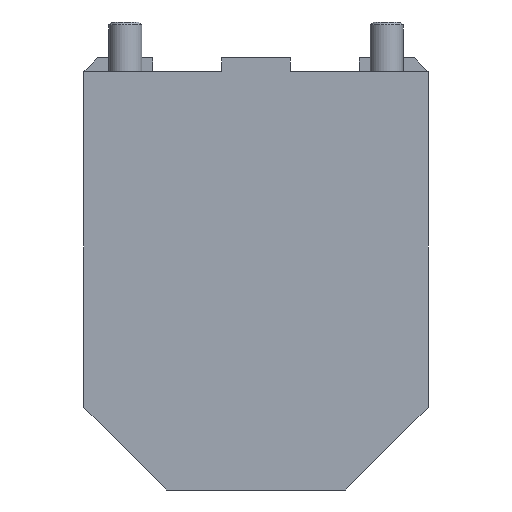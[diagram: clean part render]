
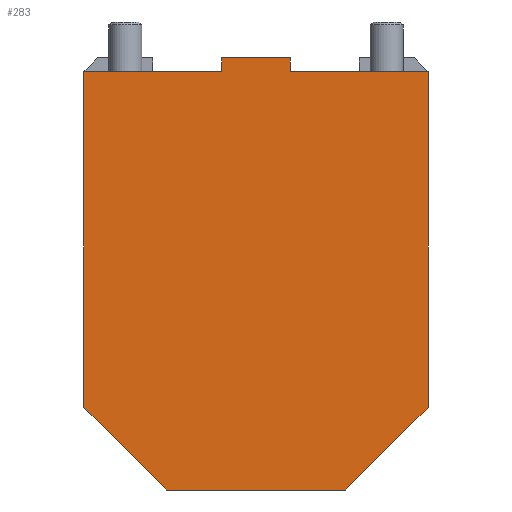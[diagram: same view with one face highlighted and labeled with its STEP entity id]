
A CAD part, left-side view. The second image highlights one B-rep face of the part: STEP entity #283.
In plain terms, the highlighted planar face has unit normal (-1, 0, 0).
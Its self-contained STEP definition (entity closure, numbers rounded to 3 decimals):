
#63=LINE('',#1411,#131);
#64=LINE('',#1414,#132);
#65=LINE('',#1416,#133);
#66=LINE('',#1418,#134);
#67=LINE('',#1420,#135);
#68=LINE('',#1422,#136);
#69=LINE('',#1424,#137);
#70=LINE('',#1426,#138);
#71=LINE('',#1428,#139);
#72=LINE('',#1430,#140);
#131=VECTOR('',#1117,1.);
#132=VECTOR('',#1118,1.);
#133=VECTOR('',#1119,1.);
#134=VECTOR('',#1120,1.);
#135=VECTOR('',#1121,1.);
#136=VECTOR('',#1122,1.);
#137=VECTOR('',#1123,1.);
#138=VECTOR('',#1124,1.);
#139=VECTOR('',#1125,1.);
#140=VECTOR('',#1126,1.);
#195=PLANE('',#943);
#234=FACE_OUTER_BOUND('',#395,.T.);
#283=ADVANCED_FACE('',(#234),#195,.F.);
#395=EDGE_LOOP('',(#520,#521,#522,#523,#524,#525,#526,#527,#528,#529));
#520=ORIENTED_EDGE('',*,*,#760,.F.);
#521=ORIENTED_EDGE('',*,*,#761,.F.);
#522=ORIENTED_EDGE('',*,*,#762,.F.);
#523=ORIENTED_EDGE('',*,*,#763,.T.);
#524=ORIENTED_EDGE('',*,*,#764,.T.);
#525=ORIENTED_EDGE('',*,*,#765,.F.);
#526=ORIENTED_EDGE('',*,*,#766,.F.);
#527=ORIENTED_EDGE('',*,*,#767,.F.);
#528=ORIENTED_EDGE('',*,*,#768,.F.);
#529=ORIENTED_EDGE('',*,*,#769,.F.);
#672=VERTEX_POINT('',#1412);
#673=VERTEX_POINT('',#1413);
#674=VERTEX_POINT('',#1415);
#675=VERTEX_POINT('',#1417);
#676=VERTEX_POINT('',#1419);
#677=VERTEX_POINT('',#1421);
#678=VERTEX_POINT('',#1423);
#679=VERTEX_POINT('',#1425);
#680=VERTEX_POINT('',#1427);
#681=VERTEX_POINT('',#1429);
#760=EDGE_CURVE('',#672,#673,#63,.T.);
#761=EDGE_CURVE('',#674,#672,#64,.T.);
#762=EDGE_CURVE('',#675,#674,#65,.T.);
#763=EDGE_CURVE('',#675,#676,#66,.T.);
#764=EDGE_CURVE('',#676,#677,#67,.T.);
#765=EDGE_CURVE('',#678,#677,#68,.T.);
#766=EDGE_CURVE('',#679,#678,#69,.T.);
#767=EDGE_CURVE('',#680,#679,#70,.T.);
#768=EDGE_CURVE('',#681,#680,#71,.T.);
#769=EDGE_CURVE('',#673,#681,#72,.T.);
#943=AXIS2_PLACEMENT_3D('',#1431,#1127,#1128);
#1117=DIRECTION('',(0.,0.707,-0.707));
#1118=DIRECTION('',(0.,0.,-1.));
#1119=DIRECTION('',(0.,-1.,0.));
#1120=DIRECTION('',(0.,0.,1.));
#1121=DIRECTION('',(0.,1.,0.));
#1122=DIRECTION('',(0.,0.,1.));
#1123=DIRECTION('',(0.,-1.,0.));
#1124=DIRECTION('',(0.,0.,1.));
#1125=DIRECTION('',(0.,0.707,0.707));
#1126=DIRECTION('',(0.,1.,0.));
#1127=DIRECTION('',(1.,0.,0.));
#1128=DIRECTION('',(0.,-1.,0.));
#1411=CARTESIAN_POINT('',(-100.,-62.5,-122.));
#1412=CARTESIAN_POINT('',(-100.,-62.5,-122.));
#1413=CARTESIAN_POINT('',(-100.,-32.5,-152.));
#1414=CARTESIAN_POINT('',(-100.,-62.5,0.));
#1415=CARTESIAN_POINT('',(-100.,-62.5,0.));
#1416=CARTESIAN_POINT('',(-100.,-12.5,0.));
#1417=CARTESIAN_POINT('',(-100.,-12.5,0.));
#1418=CARTESIAN_POINT('',(-100.,-12.5,0.));
#1419=CARTESIAN_POINT('',(-100.,-12.5,5.));
#1420=CARTESIAN_POINT('',(-100.,-12.5,5.));
#1421=CARTESIAN_POINT('',(-100.,12.5,5.));
#1422=CARTESIAN_POINT('',(-100.,12.5,0.));
#1423=CARTESIAN_POINT('',(-100.,12.5,0.));
#1424=CARTESIAN_POINT('',(-100.,62.5,0.));
#1425=CARTESIAN_POINT('',(-100.,62.5,0.));
#1426=CARTESIAN_POINT('',(-100.,62.5,-122.));
#1427=CARTESIAN_POINT('',(-100.,62.5,-122.));
#1428=CARTESIAN_POINT('',(-100.,32.5,-152.));
#1429=CARTESIAN_POINT('',(-100.,32.5,-152.));
#1430=CARTESIAN_POINT('',(-100.,-32.5,-152.));
#1431=CARTESIAN_POINT('',(-100.,0.,-76.));
